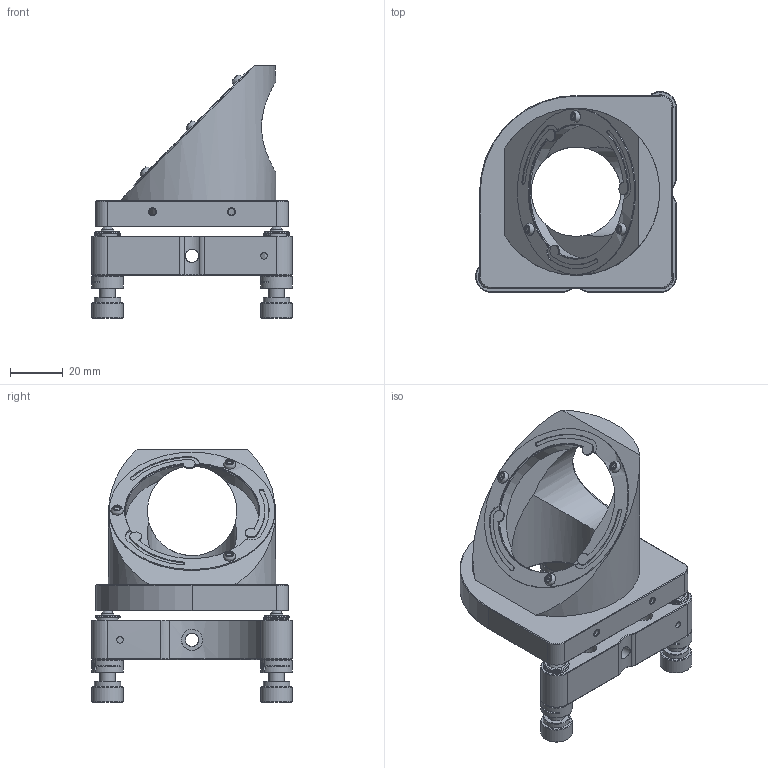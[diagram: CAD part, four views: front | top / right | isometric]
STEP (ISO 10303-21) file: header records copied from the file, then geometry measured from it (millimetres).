
FILE_DESCRIPTION (( 'STEP AP214' ), '1' );
FILE_NAME ('520402.STEP', '2025-02-10T02:25:51', ( 'Windows User' ), ( 'P R C' ), 'SwSTEP 2.0', 'SolidWorks 2020', '' );
FILE_SCHEMA (( 'AUTOMOTIVE_DESIGN' ));
Length unit declared in the file: millimetre
Products named in the file (1): 520402
Bounding box: 76.2 x 76.22 x 95.88 mm (x, y, z)
Surface area: 37114.9 mm2 (no closed solid volume)
Topology: 0 solids, 31 shells, 355 faces, 1039 edges, 716 vertices
Faces by surface type: plane 154, cylinder 101, cone 86, bspline 14
Full cylindrical faces by diameter (mm): 1.5 x2, 2.05 x2, 2.5 x6, 2.7 x2, 3 x2, 4 x3, 5 x2, 6 x3, 6.5 x8, 8 x5, 9.5 x3, 10 x3, 12 x6, 34 x2, 50.8 x1, 63 x1
Entity records: 18167 total; most frequent: CARTESIAN_POINT 9923, DIRECTION 1595, ORIENTED_EDGE 1500, EDGE_CURVE 838, AXIS2_PLACEMENT_3D 636, VERTEX_POINT 635, EDGE_LOOP 553, FACE_OUTER_BOUND 402
